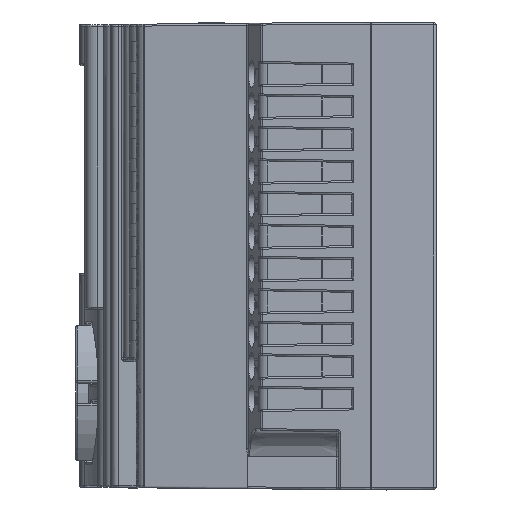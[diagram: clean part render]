
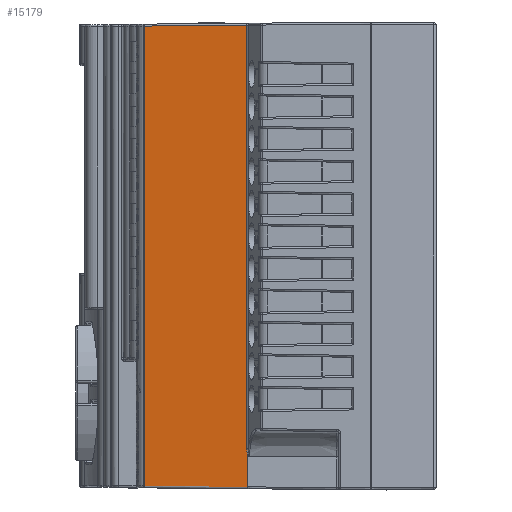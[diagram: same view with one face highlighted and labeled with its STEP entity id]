
A CAD part, left-side view. The second image highlights one B-rep face of the part: STEP entity #15179.
In plain terms, the highlighted planar face has unit normal (-0.992, 0.124, 0).
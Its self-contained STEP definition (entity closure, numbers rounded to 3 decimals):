
#1502 = CARTESIAN_POINT ( 'NONE',  ( -75.731, 27.34, -2.803 ) ) ;
#2614 = ORIENTED_EDGE ( 'NONE', *, *, #32188, .F. ) ;
#2930 = CARTESIAN_POINT ( 'NONE',  ( -77.727, 11.372, 1.945 ) ) ;
#3837 = CARTESIAN_POINT ( 'NONE',  ( -77.699, 11.596, 2.992 ) ) ;
#8990 = EDGE_CURVE ( 'NONE', #36458, #15315, #43051, .T. ) ;
#10358 = VERTEX_POINT ( 'NONE', #58527 ) ;
#10526 = LINE ( 'NONE', #87115, #41375 ) ;
#14289 = CARTESIAN_POINT ( 'NONE',  ( -77.726, 11.383, 1.932 ) ) ;
#14824 = B_SPLINE_CURVE_WITH_KNOTS ( 'NONE', 3,
 ( #131124, #109571, #67458, #100461, #100931, #14289, #133025, #36367, #46448, #101402, #132566, #35901, #46938 ),
 .UNSPECIFIED., .F., .F.,
 ( 4, 3, 3, 3, 4 ),
 ( 0., 0., 0., 0., 0. ),
 .UNSPECIFIED. ) ;
#15179 = ADVANCED_FACE ( 'NONE', ( #76653 ), #110292, .F. ) ;
#15315 = VERTEX_POINT ( 'NONE', #52458 ) ;
#16221 = CARTESIAN_POINT ( 'NONE',  ( -77.721, 11.418, 2.024 ) ) ;
#18700 = VERTEX_POINT ( 'NONE', #117204 ) ;
#18729 = VECTOR ( 'NONE', #116474, 1000. ) ;
#19468 = VERTEX_POINT ( 'NONE', #64411 ) ;
#19938 = CARTESIAN_POINT ( 'NONE',  ( -77.699, 11.596, 68.125 ) ) ;
#22350 = VECTOR ( 'NONE', #83399, 1000. ) ;
#22617 = B_SPLINE_CURVE_WITH_KNOTS ( 'NONE', 3,
 ( #2930, #16221, #90906, #80445, #36441, #103820, #135502, #3837 ),
 .UNSPECIFIED., .F., .F.,
 ( 4, 2, 2, 4 ),
 ( 0., 0., 0.001, 0.001 ),
 .UNSPECIFIED. ) ;
#23978 = EDGE_CURVE ( 'NONE', #10358, #92689, #22617, .T. ) ;
#25570 = DIRECTION ( 'NONE',  ( 0.124, 0.992, 0. ) ) ;
#28704 = ORIENTED_EDGE ( 'NONE', *, *, #68929, .T. ) ;
#32188 = EDGE_CURVE ( 'NONE', #18700, #66386, #48684, .T. ) ;
#33906 = ORIENTED_EDGE ( 'NONE', *, *, #104795, .T. ) ;
#35449 = VECTOR ( 'NONE', #90547, 1000. ) ;
#35901 = CARTESIAN_POINT ( 'NONE',  ( -77.727, 11.373, 1.944 ) ) ;
#36367 = CARTESIAN_POINT ( 'NONE',  ( -77.726, 11.378, 1.939 ) ) ;
#36441 = CARTESIAN_POINT ( 'NONE',  ( -77.708, 11.528, 2.369 ) ) ;
#36458 = VERTEX_POINT ( 'NONE', #1502 ) ;
#37442 = DIRECTION ( 'NONE',  ( 0., 0., -1. ) ) ;
#39024 = CARTESIAN_POINT ( 'NONE',  ( -75.726, 27.383, 67.987 ) ) ;
#39206 = LINE ( 'NONE', #69497, #87029 ) ;
#40411 = ORIENTED_EDGE ( 'NONE', *, *, #112508, .T. ) ;
#41375 = VECTOR ( 'NONE', #66598, 1000. ) ;
#43051 = LINE ( 'NONE', #71033, #22350 ) ;
#46448 = CARTESIAN_POINT ( 'NONE',  ( -77.727, 11.377, 1.941 ) ) ;
#46938 = CARTESIAN_POINT ( 'NONE',  ( -77.727, 11.372, 1.945 ) ) ;
#48684 = LINE ( 'NONE', #118453, #111859 ) ;
#51999 = CARTESIAN_POINT ( 'NONE',  ( -77.726, 11.386, -2.942 ) ) ;
#52458 = CARTESIAN_POINT ( 'NONE',  ( -77.726, 11.386, -2.943 ) ) ;
#53006 = DIRECTION ( 'NONE',  ( 0., 0., -1. ) ) ;
#54181 = ORIENTED_EDGE ( 'NONE', *, *, #102064, .F. ) ;
#58527 = CARTESIAN_POINT ( 'NONE',  ( -77.727, 11.372, 1.945 ) ) ;
#64411 = CARTESIAN_POINT ( 'NONE',  ( -75.731, 27.34, 67.987 ) ) ;
#66386 = VERTEX_POINT ( 'NONE', #51999 ) ;
#66598 = DIRECTION ( 'NONE',  ( 0., 0., -1. ) ) ;
#67458 = CARTESIAN_POINT ( 'NONE',  ( -77.726, 11.385, 1.913 ) ) ;
#68929 = EDGE_CURVE ( 'NONE', #92689, #120908, #85068, .T. ) ;
#69497 = CARTESIAN_POINT ( 'NONE',  ( -77.726, 11.386, 68.592 ) ) ;
#71033 = CARTESIAN_POINT ( 'NONE',  ( -77.649, 12., -2.937 ) ) ;
#75330 = CARTESIAN_POINT ( 'NONE',  ( -77.699, 11.596, 2.992 ) ) ;
#76653 = FACE_OUTER_BOUND ( 'NONE', #118765, .T. ) ;
#80445 = CARTESIAN_POINT ( 'NONE',  ( -77.71, 11.506, 2.282 ) ) ;
#83399 = DIRECTION ( 'NONE',  ( -0.124, -0.992, -0.009 ) ) ;
#83857 = LINE ( 'NONE', #39024, #18729 ) ;
#85068 = LINE ( 'NONE', #133703, #35449 ) ;
#87029 = VECTOR ( 'NONE', #37442, 1000. ) ;
#87115 = CARTESIAN_POINT ( 'NONE',  ( -75.731, 27.34, 68.592 ) ) ;
#90547 = DIRECTION ( 'NONE',  ( 0., 0., 1. ) ) ;
#90906 = CARTESIAN_POINT ( 'NONE',  ( -77.717, 11.451, 2.11 ) ) ;
#92689 = VERTEX_POINT ( 'NONE', #75330 ) ;
#100461 = CARTESIAN_POINT ( 'NONE',  ( -77.726, 11.385, 1.919 ) ) ;
#100931 = CARTESIAN_POINT ( 'NONE',  ( -77.726, 11.384, 1.925 ) ) ;
#101402 = CARTESIAN_POINT ( 'NONE',  ( -77.727, 11.376, 1.942 ) ) ;
#102064 = EDGE_CURVE ( 'NONE', #66386, #15315, #39206, .T. ) ;
#103820 = CARTESIAN_POINT ( 'NONE',  ( -77.701, 11.579, 2.632 ) ) ;
#104795 = EDGE_CURVE ( 'NONE', #120908, #19468, #83857, .T. ) ;
#109571 = CARTESIAN_POINT ( 'NONE',  ( -77.726, 11.386, 1.908 ) ) ;
#110292 = PLANE ( 'NONE',  #126017 ) ;
#111859 = VECTOR ( 'NONE', #53006, 1000. ) ;
#112508 = EDGE_CURVE ( 'NONE', #18700, #10358, #14824, .T. ) ;
#116474 = DIRECTION ( 'NONE',  ( 0.124, 0.992, -0.009 ) ) ;
#117204 = CARTESIAN_POINT ( 'NONE',  ( -77.726, 11.386, 1.903 ) ) ;
#118453 = CARTESIAN_POINT ( 'NONE',  ( -77.726, 11.386, 68.592 ) ) ;
#118765 = EDGE_LOOP ( 'NONE', ( #28704, #33906, #127654, #121085, #54181, #2614, #40411, #132990 ) ) ;
#120908 = VERTEX_POINT ( 'NONE', #19938 ) ;
#121085 = ORIENTED_EDGE ( 'NONE', *, *, #8990, .T. ) ;
#121790 = EDGE_CURVE ( 'NONE', #19468, #36458, #10526, .T. ) ;
#121791 = DIRECTION ( 'NONE',  ( 0.992, -0.124, 0. ) ) ;
#123679 = CARTESIAN_POINT ( 'NONE',  ( -77.726, 11.386, 68.592 ) ) ;
#126017 = AXIS2_PLACEMENT_3D ( 'NONE', #123679, #121791, #25570 ) ;
#127654 = ORIENTED_EDGE ( 'NONE', *, *, #121790, .T. ) ;
#131124 = CARTESIAN_POINT ( 'NONE',  ( -77.726, 11.386, 1.903 ) ) ;
#132566 = CARTESIAN_POINT ( 'NONE',  ( -77.727, 11.375, 1.943 ) ) ;
#132990 = ORIENTED_EDGE ( 'NONE', *, *, #23978, .T. ) ;
#133025 = CARTESIAN_POINT ( 'NONE',  ( -77.726, 11.379, 1.937 ) ) ;
#133703 = CARTESIAN_POINT ( 'NONE',  ( -77.699, 11.596, 68.126 ) ) ;
#135502 = CARTESIAN_POINT ( 'NONE',  ( -77.699, 11.596, 2.811 ) ) ;
